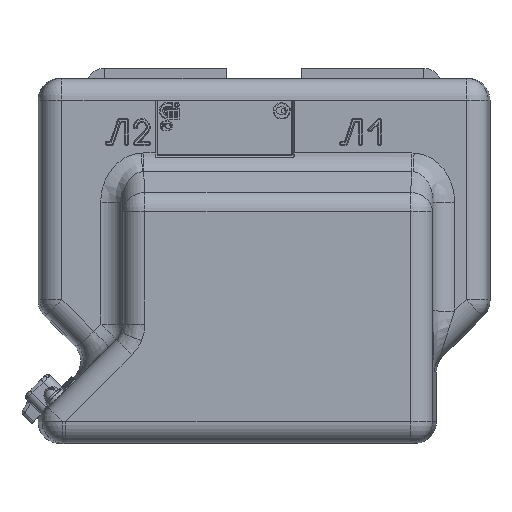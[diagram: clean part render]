
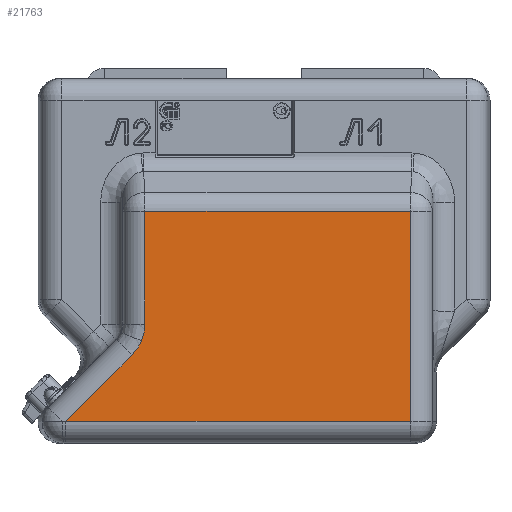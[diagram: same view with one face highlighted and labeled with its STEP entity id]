
A CAD part, top view. The second image highlights one B-rep face of the part: STEP entity #21763.
In plain terms, the highlighted planar face has unit normal (0, 0, 1).
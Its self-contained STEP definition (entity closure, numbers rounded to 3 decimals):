
#2138 =( BOUNDED_CURVE ( )  B_SPLINE_CURVE ( 3, ( #9874, #9878, #9879, #9880 ),
 .UNSPECIFIED., .F., .F. ) 
 B_SPLINE_CURVE_WITH_KNOTS ( ( 4, 4 ),
 ( 5.891, 6.283 ),
 .UNSPECIFIED. ) 
 CURVE ( )  GEOMETRIC_REPRESENTATION_ITEM ( )  RATIONAL_B_SPLINE_CURVE ( ( 1., 0.987, 0.987, 1. ) ) 
 REPRESENTATION_ITEM ( '' )  );
#2176 =( BOUNDED_CURVE ( )  B_SPLINE_CURVE ( 3, ( #12845, #12854, #12856, #12858 ),
 .UNSPECIFIED., .F., .T. ) 
 B_SPLINE_CURVE_WITH_KNOTS ( ( 4, 4 ),
 ( 0., 0.392 ),
 .UNSPECIFIED. ) 
 CURVE ( )  GEOMETRIC_REPRESENTATION_ITEM ( )  RATIONAL_B_SPLINE_CURVE ( ( 1., 0.987, 0.987, 1. ) ) 
 REPRESENTATION_ITEM ( '' )  );
#4052 = FACE_OUTER_BOUND ( 'NONE', #23377, .T. ) ;
#6036 = CARTESIAN_POINT ( 'NONE',  ( -85., 0., 82.5 ) ) ;
#6041 = PLANE ( 'NONE',  #26721 ) ;
#6044 = DIRECTION ( 'NONE',  ( 0., 0., 1. ) ) ;
#6045 = DIRECTION ( 'NONE',  ( 1., 0., 0. ) ) ;
#9874 = CARTESIAN_POINT ( 'NONE',  ( -78.852, 52.705, 82.5 ) ) ;
#9878 = CARTESIAN_POINT ( 'NONE',  ( -76.431, 55.125, 82.5 ) ) ;
#9879 = CARTESIAN_POINT ( 'NONE',  ( -74.529, 57.972, 82.5 ) ) ;
#9880 = CARTESIAN_POINT ( 'NONE',  ( -73.219, 61.134, 82.5 ) ) ;
#12845 = CARTESIAN_POINT ( 'NONE',  ( -73.219, 61.134, 82.5 ) ) ;
#12854 = CARTESIAN_POINT ( 'NONE',  ( -71.909, 64.297, 82.5 ) ) ;
#12856 = CARTESIAN_POINT ( 'NONE',  ( -71.241, 67.655, 82.5 ) ) ;
#12858 = CARTESIAN_POINT ( 'NONE',  ( -71.241, 71.078, 82.5 ) ) ;
#12982 = CARTESIAN_POINT ( 'NONE',  ( -71.241, 65.515, 82.5 ) ) ;
#12984 = DIRECTION ( 'NONE',  ( 0., -1., 0. ) ) ;
#13056 = CARTESIAN_POINT ( 'NONE',  ( -83.795, 138.494, 82.5 ) ) ;
#13058 = DIRECTION ( 'NONE',  ( -1., 0., 0. ) ) ;
#13073 = CARTESIAN_POINT ( 'NONE',  ( 87.565, 146., 82.5 ) ) ;
#13075 = DIRECTION ( 'NONE',  ( 0., 1., 0. ) ) ;
#13077 = CARTESIAN_POINT ( 'NONE',  ( 103., 13., 82.5 ) ) ;
#13078 = DIRECTION ( 'NONE',  ( 1., 0., 0. ) ) ;
#13079 = CARTESIAN_POINT ( 'NONE',  ( -123.242, 8.314, 82.5 ) ) ;
#13080 = DIRECTION ( 'NONE',  ( -0.707, -0.707, 0. ) ) ;
#13357 = LINE ( 'NONE', #12982, #13358 ) ;
#13358 = VECTOR ( 'NONE', #12984, 1000. ) ;
#13359 = VECTOR ( 'NONE', #13075, 1000. ) ;
#13371 = LINE ( 'NONE', #13073, #13359 ) ;
#13374 = LINE ( 'NONE', #13056, #13375 ) ;
#13375 = VECTOR ( 'NONE', #13058, 1000. ) ;
#13382 = LINE ( 'NONE', #13077, #13383 ) ;
#13383 = VECTOR ( 'NONE', #13078, 1000. ) ;
#13384 = LINE ( 'NONE', #13079, #13385 ) ;
#13385 = VECTOR ( 'NONE', #13080, 1000. ) ;
#14393 = CARTESIAN_POINT ( 'NONE',  ( -78.852, 52.705, 82.5 ) ) ;
#14395 = CARTESIAN_POINT ( 'NONE',  ( -73.219, 61.134, 82.5 ) ) ;
#14559 = CARTESIAN_POINT ( 'NONE',  ( -71.241, 71.078, 82.5 ) ) ;
#14561 = CARTESIAN_POINT ( 'NONE',  ( -71.241, 138.494, 82.5 ) ) ;
#14574 = CARTESIAN_POINT ( 'NONE',  ( 87.565, 138.494, 82.5 ) ) ;
#14575 = CARTESIAN_POINT ( 'NONE',  ( -118.557, 13., 82.5 ) ) ;
#14577 = CARTESIAN_POINT ( 'NONE',  ( 87.565, 13., 82.5 ) ) ;
#21763 = ADVANCED_FACE ( 'NONE', ( #4052 ), #6041, .T. ) ;
#23377 = EDGE_LOOP ( 'NONE', ( #29555, #29556, #29557, #29558, #29559, #29560, #29561 ) ) ;
#23875 = EDGE_CURVE ( 'NONE', #27641, #27642, #2138, .T. ) ;
#24189 = EDGE_CURVE ( 'NONE', #27642, #27742, #2176, .T. ) ;
#24207 = EDGE_CURVE ( 'NONE', #27743, #27742, #13357, .T. ) ;
#24218 = EDGE_CURVE ( 'NONE', #27750, #27743, #13374, .T. ) ;
#24221 = EDGE_CURVE ( 'NONE', #27752, #27750, #13371, .T. ) ;
#24222 = EDGE_CURVE ( 'NONE', #27751, #27752, #13382, .T. ) ;
#24223 = EDGE_CURVE ( 'NONE', #27641, #27751, #13384, .T. ) ;
#26721 = AXIS2_PLACEMENT_3D ( 'NONE', #6036, #6044, #6045 ) ;
#27641 = VERTEX_POINT ( 'NONE', #14393 ) ;
#27642 = VERTEX_POINT ( 'NONE', #14395 ) ;
#27742 = VERTEX_POINT ( 'NONE', #14559 ) ;
#27743 = VERTEX_POINT ( 'NONE', #14561 ) ;
#27750 = VERTEX_POINT ( 'NONE', #14574 ) ;
#27751 = VERTEX_POINT ( 'NONE', #14575 ) ;
#27752 = VERTEX_POINT ( 'NONE', #14577 ) ;
#29555 = ORIENTED_EDGE ( 'NONE', *, *, #24223, .T. ) ;
#29556 = ORIENTED_EDGE ( 'NONE', *, *, #24222, .T. ) ;
#29557 = ORIENTED_EDGE ( 'NONE', *, *, #24221, .T. ) ;
#29558 = ORIENTED_EDGE ( 'NONE', *, *, #24218, .T. ) ;
#29559 = ORIENTED_EDGE ( 'NONE', *, *, #24207, .T. ) ;
#29560 = ORIENTED_EDGE ( 'NONE', *, *, #24189, .F. ) ;
#29561 = ORIENTED_EDGE ( 'NONE', *, *, #23875, .F. ) ;
